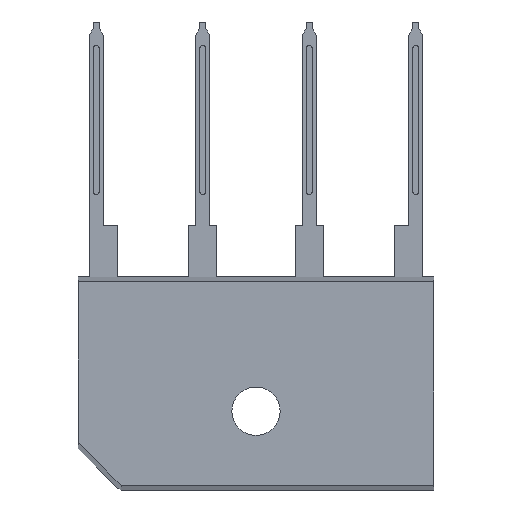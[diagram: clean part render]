
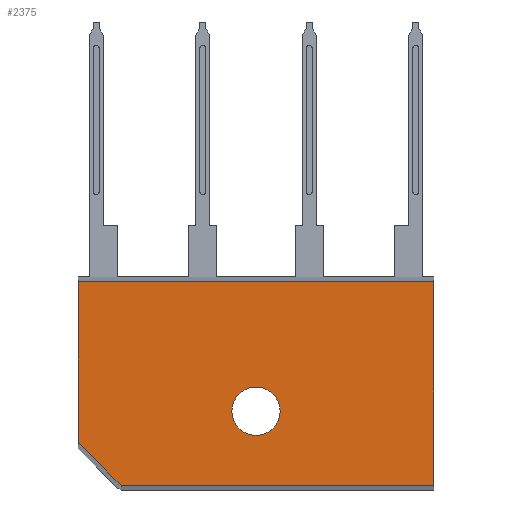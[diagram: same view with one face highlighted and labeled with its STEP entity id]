
A CAD part, front view. The second image highlights one B-rep face of the part: STEP entity #2375.
In plain terms, the highlighted planar face has unit normal (0, -1, 0).
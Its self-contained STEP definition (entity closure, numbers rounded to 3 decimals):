
#75=FACE_BOUND('',#354,.T.);
#110=CIRCLE('',#2607,1.7);
#213=FACE_OUTER_BOUND('',#353,.T.);
#353=EDGE_LOOP('',(#1974,#1975,#1976,#1977,#1978));
#354=EDGE_LOOP('',(#1979));
#591=LINE('',#3788,#877);
#596=LINE('',#3798,#882);
#597=LINE('',#3800,#883);
#598=LINE('',#3802,#884);
#599=LINE('',#3803,#885);
#877=VECTOR('',#3112,10.);
#882=VECTOR('',#3119,10.);
#883=VECTOR('',#3120,10.);
#884=VECTOR('',#3121,10.);
#885=VECTOR('',#3122,10.);
#1119=VERTEX_POINT('',#3786);
#1120=VERTEX_POINT('',#3787);
#1124=VERTEX_POINT('',#3797);
#1125=VERTEX_POINT('',#3799);
#1126=VERTEX_POINT('',#3801);
#1127=VERTEX_POINT('',#3804);
#1413=EDGE_CURVE('',#1119,#1120,#591,.T.);
#1418=EDGE_CURVE('',#1124,#1119,#596,.T.);
#1419=EDGE_CURVE('',#1125,#1124,#597,.T.);
#1420=EDGE_CURVE('',#1125,#1126,#598,.T.);
#1421=EDGE_CURVE('',#1120,#1126,#599,.T.);
#1422=EDGE_CURVE('',#1127,#1127,#110,.T.);
#1974=ORIENTED_EDGE('',*,*,#1413,.F.);
#1975=ORIENTED_EDGE('',*,*,#1418,.F.);
#1976=ORIENTED_EDGE('',*,*,#1419,.F.);
#1977=ORIENTED_EDGE('',*,*,#1420,.T.);
#1978=ORIENTED_EDGE('',*,*,#1421,.F.);
#1979=ORIENTED_EDGE('',*,*,#1422,.T.);
#2248=PLANE('',#2606);
#2375=ADVANCED_FACE('',(#213,#75),#2248,.T.);
#2606=AXIS2_PLACEMENT_3D('',#3796,#3117,#3118);
#2607=AXIS2_PLACEMENT_3D('',#3805,#3123,#3124);
#3112=DIRECTION('',(-0.704,0.,0.71));
#3117=DIRECTION('center_axis',(0.,-1.,0.));
#3118=DIRECTION('ref_axis',(0.,0.,-1.));
#3119=DIRECTION('',(-1.,0.,0.));
#3120=DIRECTION('',(0.,0.,-1.));
#3121=DIRECTION('',(-1.,0.,0.));
#3122=DIRECTION('',(0.,0.,1.));
#3123=DIRECTION('center_axis',(0.,1.,0.));
#3124=DIRECTION('ref_axis',(-1.,0.,0.));
#3786=CARTESIAN_POINT('',(-9.5,-3.6,-5.218));
#3787=CARTESIAN_POINT('',(-12.5,-3.6,-2.196));
#3788=CARTESIAN_POINT('',(-11.455,-3.6,-3.249));
#3796=CARTESIAN_POINT('Origin',(0.,-3.6,9.118));
#3797=CARTESIAN_POINT('',(12.5,-3.6,-5.218));
#3798=CARTESIAN_POINT('',(0.,-3.6,-5.218));
#3799=CARTESIAN_POINT('',(12.5,-3.6,9.118));
#3800=CARTESIAN_POINT('',(12.5,-3.6,-5.218));
#3801=CARTESIAN_POINT('',(-12.5,-3.6,9.118));
#3802=CARTESIAN_POINT('',(0.,-3.6,9.118));
#3803=CARTESIAN_POINT('',(-12.5,-3.6,-5.218));
#3804=CARTESIAN_POINT('',(1.7,-3.6,0.));
#3805=CARTESIAN_POINT('Origin',(0.,-3.6,0.));
